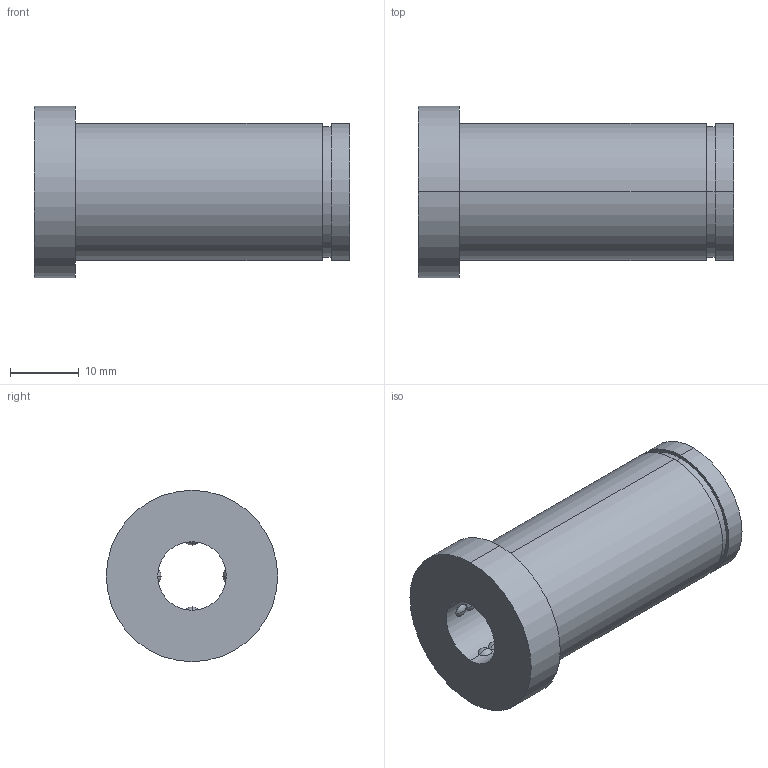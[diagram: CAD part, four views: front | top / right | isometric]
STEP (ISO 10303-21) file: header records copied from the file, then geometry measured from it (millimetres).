
FILE_DESCRIPTION(('STEP AP214'),'1');
FILE_NAME('cctmp_ECDC6E0E-B8ED-41BD-A052-85987D9FB7F8_2023_07_12_08_22_35_0584_10452..stp','2023-07-12T06:22:35',('HASCO Hasenclever GmbH & Co. KG'),('CADClick - www.CADClick.com'),'Spatial InterOp 3D',' ','unknown authorization');
FILE_SCHEMA(('AUTOMOTIVE_DESIGN'));
Length unit declared in the file: millimetre
Products named in the file (1): Z1100/46x9
Bounding box: 46 x 25 x 25 mm (x, y, z)
Volume: 11926.6 mm3; surface area: 5361.7 mm2
Topology: 1 solids, 1 shells, 175 faces, 390 edges, 260 vertices
Faces by surface type: sphere 160, cylinder 10, plane 5
Entity records: 9872 total; most frequent: CARTESIAN_POINT 4906, ORIENTED_EDGE 780, DIRECTION 602, EDGE_CURVE 390, AXIS2_PLACEMENT_3D 276, VERTEX_POINT 260, B_SPLINE_CURVE_WITH_KNOTS 240, EDGE_LOOP 220
